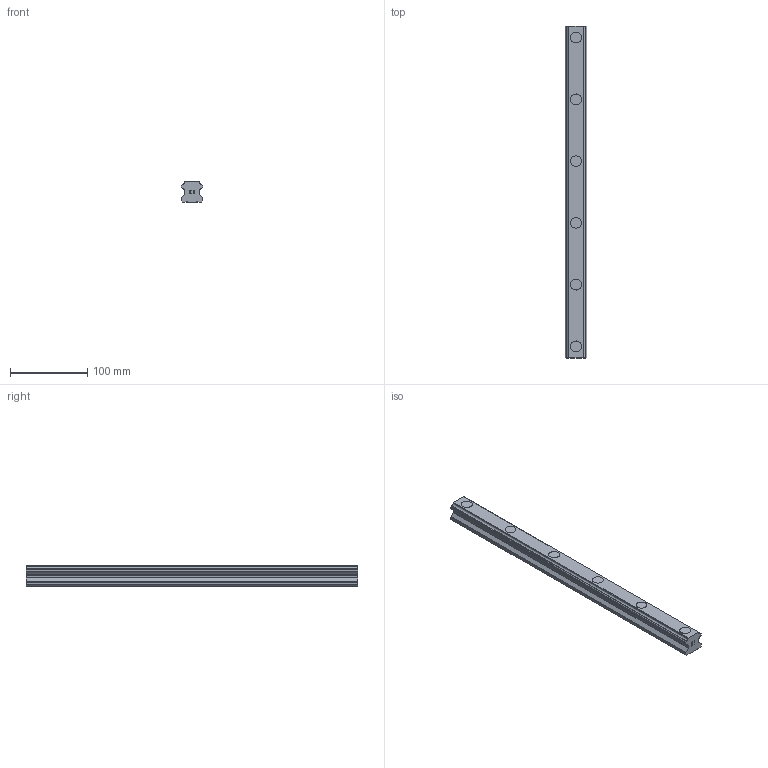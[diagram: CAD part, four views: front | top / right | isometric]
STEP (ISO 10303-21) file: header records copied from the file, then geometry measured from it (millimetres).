
FILE_DESCRIPTION(('STEP AP214'),'1');
FILE_NAME('cctmp_9ACAF5CB-B65E-465A-B12D-7CF56C805D8E_2020_6_24_15_17_17_406..stp','2020-06-24T13:17:17',('HIWIN GmbH'),('CADClick - www.CADClick.com'),'Spatial InterOp 3D',' ','unknown authorization');
FILE_SCHEMA(('AUTOMOTIVE_DESIGN'));
Length unit declared in the file: millimetre
Products named in the file (1): HGR30R430H_FILE
Bounding box: 28 x 430 x 26 mm (x, y, z)
Volume: 248587.6 mm3; surface area: 54987.8 mm2
Topology: 1 solids, 1 shells, 169 faces, 435 edges, 290 vertices
Faces by surface type: plane 111, cylinder 58
Entity records: 6521 total; most frequent: CARTESIAN_POINT 895, DIRECTION 891, ORIENTED_EDGE 870, EDGE_CURVE 435, LINE 319, VECTOR 319, VERTEX_POINT 290, AXIS2_PLACEMENT_3D 286
